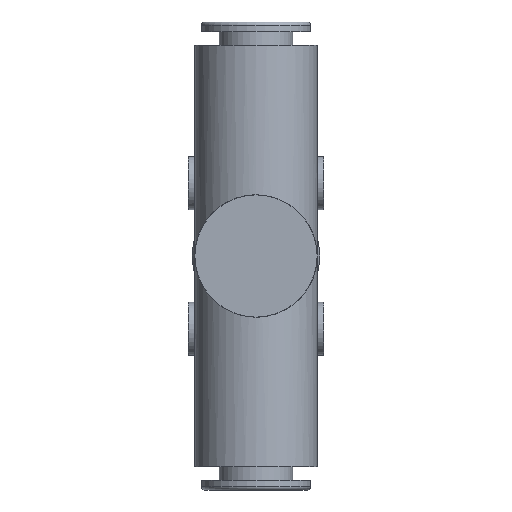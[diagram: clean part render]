
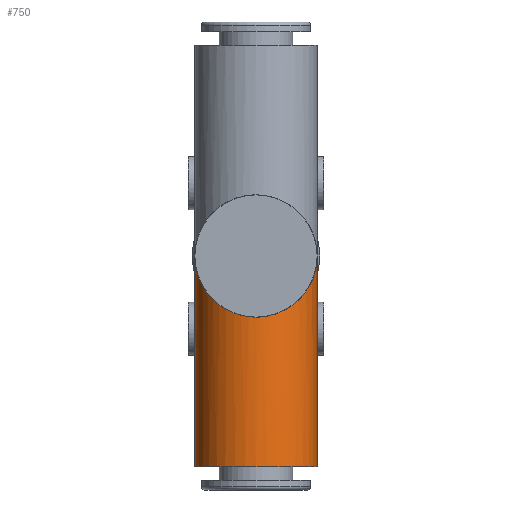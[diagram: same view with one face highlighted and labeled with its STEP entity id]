
A CAD part, front view. The second image highlights one B-rep face of the part: STEP entity #750.
In plain terms, the highlighted cylindrical face has radius 9.25 mm (diameter 18.5 mm), a partial arc.
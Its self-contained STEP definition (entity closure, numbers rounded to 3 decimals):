
#87 = EDGE_LOOP ( 'NONE', ( #831, #259, #2550, #1876, #2061 ) ) ;
#188 = VECTOR ( 'NONE', #675, 1000. ) ;
#192 = LINE ( 'NONE', #687, #188 ) ;
#259 = ORIENTED_EDGE ( 'NONE', *, *, #3047, .T. ) ;
#301 = EDGE_CURVE ( 'NONE', #380, #2095, #1558, .T. ) ;
#368 = CARTESIAN_POINT ( 'NONE',  ( -9.25, 0., -31.9 ) ) ;
#380 = VERTEX_POINT ( 'NONE', #624 ) ;
#624 = CARTESIAN_POINT ( 'NONE',  ( 0., -9.25, -9.25 ) ) ;
#659 = CARTESIAN_POINT ( 'NONE',  ( 9.25, -5.419, -5.419 ) ) ;
#675 = DIRECTION ( 'NONE',  ( 0., 0., 1. ) ) ;
#687 = CARTESIAN_POINT ( 'NONE',  ( -9.25, 0., 35.4 ) ) ;
#712 = VERTEX_POINT ( 'NONE', #368 ) ;
#750 = ADVANCED_FACE ( 'NONE', ( #1149 ), #2664, .T. ) ;
#782 = DIRECTION ( 'NONE',  ( 1., 0., 0. ) ) ;
#831 = ORIENTED_EDGE ( 'NONE', *, *, #1484, .F. ) ;
#942 = DIRECTION ( 'NONE',  ( 0., 0., 1. ) ) ;
#1030 = CARTESIAN_POINT ( 'NONE',  ( 9.25, 0., -31.9 ) ) ;
#1099 = CARTESIAN_POINT ( 'NONE',  ( 5.419, -9.25, -9.25 ) ) ;
#1149 = FACE_OUTER_BOUND ( 'NONE', #87, .T. ) ;
#1185 = EDGE_CURVE ( 'NONE', #2636, #380, #2486, .T. ) ;
#1484 = EDGE_CURVE ( 'NONE', #712, #2095, #192, .T. ) ;
#1556 = VECTOR ( 'NONE', #2751, 1000. ) ;
#1558 =( BOUNDED_CURVE ( )  B_SPLINE_CURVE ( 3, ( #2485, #2467, #2469, #2483 ),
 .UNSPECIFIED., .F., .F. ) 
 B_SPLINE_CURVE_WITH_KNOTS ( ( 4, 4 ),
 ( 3.142, 4.712 ),
 .UNSPECIFIED. ) 
 CURVE ( )  GEOMETRIC_REPRESENTATION_ITEM ( )  RATIONAL_B_SPLINE_CURVE ( ( 1., 0.805, 0.805, 1. ) ) 
 REPRESENTATION_ITEM ( '' )  );
#1585 = CARTESIAN_POINT ( 'NONE',  ( 9.25, 0., 0. ) ) ;
#1655 = CARTESIAN_POINT ( 'NONE',  ( 9.25, 0., 35.4 ) ) ;
#1663 = CARTESIAN_POINT ( 'NONE',  ( 0., 0., 35.4 ) ) ;
#1836 = CARTESIAN_POINT ( 'NONE',  ( -9.25, 0., 0. ) ) ;
#1846 = CIRCLE ( 'NONE', #2078, 9.25 ) ;
#1876 = ORIENTED_EDGE ( 'NONE', *, *, #1185, .T. ) ;
#2061 = ORIENTED_EDGE ( 'NONE', *, *, #301, .T. ) ;
#2078 = AXIS2_PLACEMENT_3D ( 'NONE', #2390, #942, #782 ) ;
#2095 = VERTEX_POINT ( 'NONE', #1836 ) ;
#2122 = DIRECTION ( 'NONE',  ( 1., 0., 0. ) ) ;
#2184 = CARTESIAN_POINT ( 'NONE',  ( 9.25, 0., 0. ) ) ;
#2209 = DIRECTION ( 'NONE',  ( 0., 0., 1. ) ) ;
#2390 = CARTESIAN_POINT ( 'NONE',  ( 0., 0., -31.9 ) ) ;
#2467 = CARTESIAN_POINT ( 'NONE',  ( -5.419, -9.25, -9.25 ) ) ;
#2469 = CARTESIAN_POINT ( 'NONE',  ( -9.25, -5.419, -5.419 ) ) ;
#2483 = CARTESIAN_POINT ( 'NONE',  ( -9.25, 0., 0. ) ) ;
#2485 = CARTESIAN_POINT ( 'NONE',  ( 0., -9.25, -9.25 ) ) ;
#2486 =( BOUNDED_CURVE ( )  B_SPLINE_CURVE ( 3, ( #2184, #659, #1099, #2988 ),
 .UNSPECIFIED., .F., .T. ) 
 B_SPLINE_CURVE_WITH_KNOTS ( ( 4, 4 ),
 ( 1.571, 3.142 ),
 .UNSPECIFIED. ) 
 CURVE ( )  GEOMETRIC_REPRESENTATION_ITEM ( )  RATIONAL_B_SPLINE_CURVE ( ( 1., 0.805, 0.805, 1. ) ) 
 REPRESENTATION_ITEM ( '' )  );
#2493 = AXIS2_PLACEMENT_3D ( 'NONE', #1663, #2209, #2122 ) ;
#2550 = ORIENTED_EDGE ( 'NONE', *, *, #3048, .T. ) ;
#2555 = VERTEX_POINT ( 'NONE', #1030 ) ;
#2636 = VERTEX_POINT ( 'NONE', #1585 ) ;
#2664 = CYLINDRICAL_SURFACE ( 'NONE', #2493, 9.25 ) ;
#2751 = DIRECTION ( 'NONE',  ( 0., 0., 1. ) ) ;
#2907 = LINE ( 'NONE', #1655, #1556 ) ;
#2988 = CARTESIAN_POINT ( 'NONE',  ( 0., -9.25, -9.25 ) ) ;
#3047 = EDGE_CURVE ( 'NONE', #712, #2555, #1846, .T. ) ;
#3048 = EDGE_CURVE ( 'NONE', #2555, #2636, #2907, .T. ) ;
